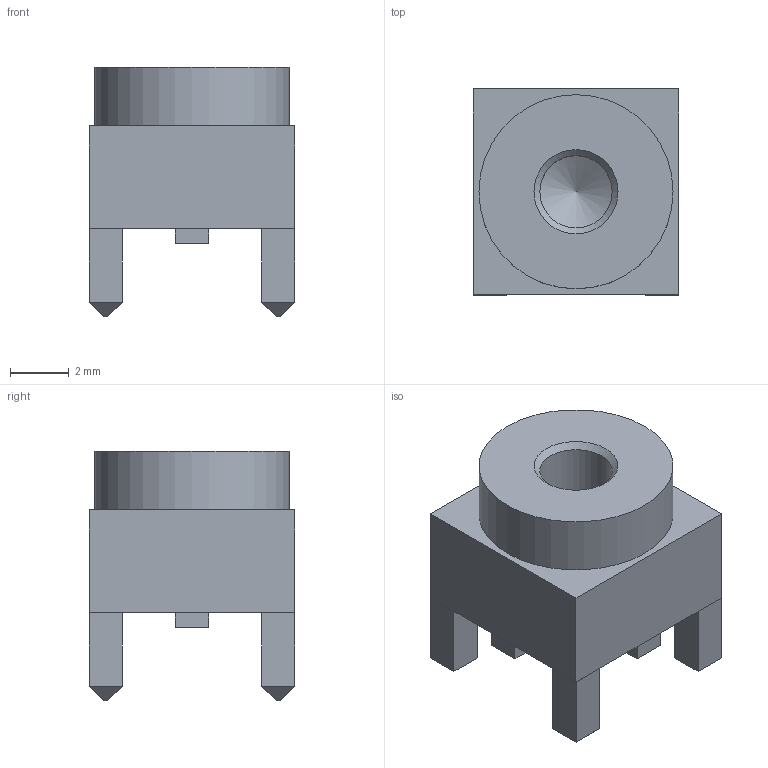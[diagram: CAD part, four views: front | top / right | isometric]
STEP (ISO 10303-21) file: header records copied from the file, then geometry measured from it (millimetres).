
FILE_DESCRIPTION( ( 'Unknown' ), '1' );
FILE_NAME( '74650173_V1.1.stp', 'Unknown', ( 'Unknown' ), ( 'Unknown' ), 'PSStep 18.0.17', 'Unknown', ' ' );
FILE_SCHEMA( ( 'AUTOMOTIVE_DESIGN { 1 0 10303 214 1 1 1 1 }' ) );
Length unit declared in the file: millimetre
Products named in the file (1): 1
Bounding box: 7 x 7 x 8.5 mm (x, y, z)
Volume: 235.3 mm3; surface area: 329 mm2
Topology: 1 solids, 1 shells, 81 faces, 199 edges, 122 vertices
Faces by surface type: plane 76, cylinder 3, cone 2
Full cylindrical faces by diameter (mm): 2.459 x2, 6.6 x1
Entity records: 2910 total; most frequent: CARTESIAN_POINT 391, ORIENTED_EDGE 380, DIRECTION 360, EDGE_CURVE 190, LINE 184, VECTOR 184, VERTEX_POINT 119, AXIS2_PLACEMENT_3D 88
